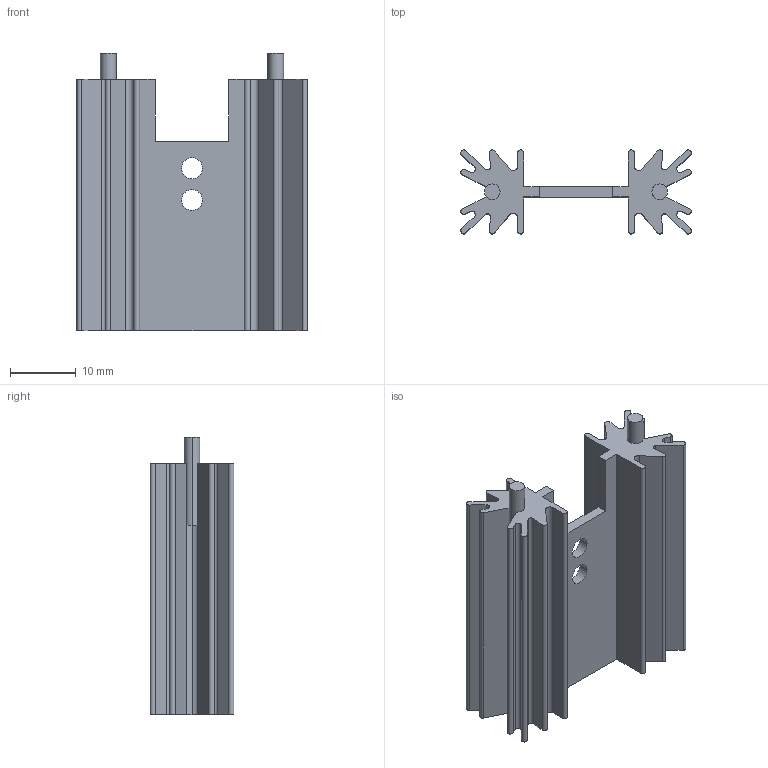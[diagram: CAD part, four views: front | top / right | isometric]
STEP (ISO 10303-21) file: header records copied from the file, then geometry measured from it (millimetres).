
FILE_DESCRIPTION (( 'STEP AP203' ), '1' );
FILE_NAME ('513102B02500G.step', '2024-08-30T16:32:14', ( '' ), ( '' ), 'SwSTEP 2.0', 'SolidWorks 2023', '' );
FILE_SCHEMA (( 'CONFIG_CONTROL_DESIGN' ));
Length unit declared in the file: inch
Products named in the file (1): 513102B02500G
Bounding box: 34.92 x 12.7 x 42.06 mm (x, y, z)
Volume: 6135.4 mm3; surface area: 7177.4 mm2
Topology: 3 solids, 3 shells, 93 faces, 261 edges, 174 vertices
Faces by surface type: cylinder 49, plane 44
Entity records: 3116 total; most frequent: DIRECTION 547, CARTESIAN_POINT 529, ORIENTED_EDGE 522, EDGE_CURVE 261, AXIS2_PLACEMENT_3D 192, VERTEX_POINT 174, LINE 163, VECTOR 163
